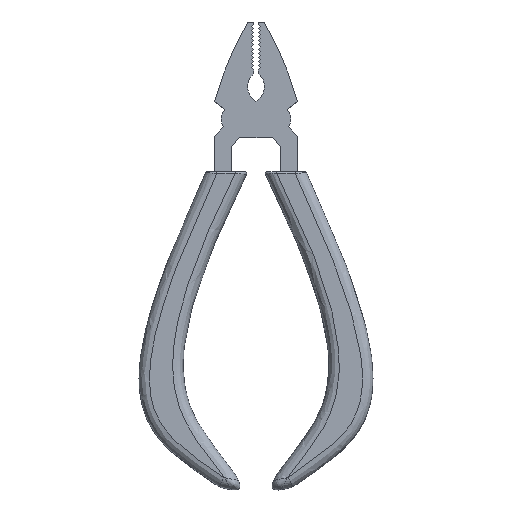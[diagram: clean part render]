
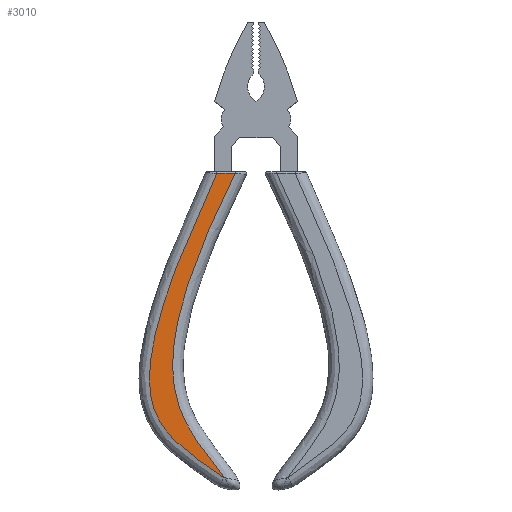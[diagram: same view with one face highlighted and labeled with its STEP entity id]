
A CAD part, top view. The second image highlights one B-rep face of the part: STEP entity #3010.
In plain terms, the highlighted planar face has unit normal (0, 0, 1).
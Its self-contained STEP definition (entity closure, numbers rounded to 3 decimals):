
#2839=CARTESIAN_POINT('',(0.,0.,7.5));
#2840=DIRECTION('',(0.,0.,1.));
#2841=DIRECTION('',(1.,0.,0.));
#2842=AXIS2_PLACEMENT_3D('',#2839,#2840,#2841);
#2843=PLANE('',#2842);
#2844=CARTESIAN_POINT('',(-9.953,-69.659,7.5));
#2845=VERTEX_POINT('',#2844);
#2846=CARTESIAN_POINT('',(-6.578,26.514,7.5));
#2847=VERTEX_POINT('',#2846);
#2848=CARTESIAN_POINT('',(-9.953,-69.659,7.5));
#2849=CARTESIAN_POINT('',(-10.261,-69.212,7.5));
#2850=CARTESIAN_POINT('',(-10.578,-68.77,7.5));
#2851=CARTESIAN_POINT('',(-10.901,-68.332,7.5));
#2852=CARTESIAN_POINT('',(-11.223,-67.893,7.5));
#2853=CARTESIAN_POINT('',(-11.551,-67.458,7.5));
#2854=CARTESIAN_POINT('',(-11.881,-67.024,7.5));
#2855=CARTESIAN_POINT('',(-12.542,-66.157,7.5));
#2856=CARTESIAN_POINT('',(-13.213,-65.296,7.5));
#2857=CARTESIAN_POINT('',(-13.884,-64.434,7.5));
#2858=CARTESIAN_POINT('',(-15.225,-62.712,7.5));
#2859=CARTESIAN_POINT('',(-16.566,-60.988,7.5));
#2860=CARTESIAN_POINT('',(-17.834,-59.224,7.5));
#2861=CARTESIAN_POINT('',(-19.102,-57.459,7.5));
#2862=CARTESIAN_POINT('',(-20.295,-55.652,7.5));
#2863=CARTESIAN_POINT('',(-21.349,-53.768,7.5));
#2864=CARTESIAN_POINT('',(-22.403,-51.885,7.5));
#2865=CARTESIAN_POINT('',(-23.32,-49.924,7.5));
#2866=CARTESIAN_POINT('',(-24.063,-47.866,7.5));
#2867=CARTESIAN_POINT('',(-24.435,-46.837,7.5));
#2868=CARTESIAN_POINT('',(-24.764,-45.779,7.5));
#2869=CARTESIAN_POINT('',(-25.043,-44.72,7.5));
#2870=CARTESIAN_POINT('',(-25.321,-43.661,7.5));
#2871=CARTESIAN_POINT('',(-25.551,-42.597,7.5));
#2872=CARTESIAN_POINT('',(-25.736,-41.527,7.5));
#2873=CARTESIAN_POINT('',(-26.106,-39.388,7.5));
#2874=CARTESIAN_POINT('',(-26.296,-37.229,7.5));
#2875=CARTESIAN_POINT('',(-26.338,-35.053,7.5));
#2876=CARTESIAN_POINT('',(-26.36,-33.966,7.5));
#2877=CARTESIAN_POINT('',(-26.344,-32.874,7.5));
#2878=CARTESIAN_POINT('',(-26.296,-31.778,7.5));
#2879=CARTESIAN_POINT('',(-26.272,-31.23,7.5));
#2880=CARTESIAN_POINT('',(-26.239,-30.682,7.5));
#2881=CARTESIAN_POINT('',(-26.199,-30.136,7.5));
#2882=CARTESIAN_POINT('',(-26.159,-29.59,7.5));
#2883=CARTESIAN_POINT('',(-26.111,-29.046,7.5));
#2884=CARTESIAN_POINT('',(-26.057,-28.503,7.5));
#2885=CARTESIAN_POINT('',(-25.839,-26.332,7.5));
#2886=CARTESIAN_POINT('',(-25.511,-24.185,7.5));
#2887=CARTESIAN_POINT('',(-25.103,-22.056,7.5));
#2888=CARTESIAN_POINT('',(-24.694,-19.926,7.5));
#2889=CARTESIAN_POINT('',(-24.205,-17.815,7.5));
#2890=CARTESIAN_POINT('',(-23.654,-15.717,7.5));
#2891=CARTESIAN_POINT('',(-23.103,-13.619,7.5));
#2892=CARTESIAN_POINT('',(-22.49,-11.534,7.5));
#2893=CARTESIAN_POINT('',(-21.829,-9.461,7.5));
#2894=CARTESIAN_POINT('',(-21.167,-7.387,7.5));
#2895=CARTESIAN_POINT('',(-20.457,-5.321,7.5));
#2896=CARTESIAN_POINT('',(-19.712,-3.275,7.5));
#2897=CARTESIAN_POINT('',(-18.967,-1.229,7.5));
#2898=CARTESIAN_POINT('',(-18.186,0.801,7.5));
#2899=CARTESIAN_POINT('',(-17.377,2.817,7.5));
#2900=CARTESIAN_POINT('',(-15.758,6.85,7.5));
#2901=CARTESIAN_POINT('',(-14.027,10.831,7.5));
#2902=CARTESIAN_POINT('',(-12.218,14.777,7.5));
#2903=CARTESIAN_POINT('',(-10.409,18.722,7.5));
#2904=CARTESIAN_POINT('',(-8.522,22.631,7.5));
#2905=CARTESIAN_POINT('',(-6.578,26.514,7.5));
#2906=B_SPLINE_CURVE_WITH_KNOTS('',3,(#2848,#2849,#2850,#2851,#2852,#2853,#2854,#2855,#2856,#2857,#2858,#2859,#2860,#2861,#2862,#2863,#2864,#2865,#2866,#2867,#2868,#2869,#2870,#2871,#2872,#2873,
#2874,#2875,#2876,#2877,#2878,#2879,#2880,#2881,#2882,#2883,#2884,#2885,#2886,#2887,#2888,#2889,#2890,#2891,#2892,#2893,#2894,#2895,#2896,#2897,#2898,
#2899,#2900,#2901,#2902,#2903,#2904,#2905),.UNSPECIFIED.,.F.,.F.,(4,3,3,3,3,3,3,3,3,3,3,3,3,3,3,3,3,3,3,4),(0.078,0.08,0.081,0.085,0.091,0.098,0.105,0.108,0.111,0.118,0.121,0.123,0.125,0.131,0.138,0.144,0.151,0.158,0.171,0.184),.UNSPECIFIED.);
#2907=EDGE_CURVE('',#2845,#2847,#2906,.T.);
#2908=ORIENTED_EDGE('',*,*,#2907,.T.);
#2909=CARTESIAN_POINT('',(-12.379,26.514,7.5));
#2910=VERTEX_POINT('',#2909);
#2911=CARTESIAN_POINT('',(-6.578,26.514,7.5));
#2912=DIRECTION('',(-1.,0.,0.));
#2913=VECTOR('',#2912,5.801);
#2914=LINE('',#2911,#2913);
#2915=EDGE_CURVE('',#2847,#2910,#2914,.T.);
#2916=ORIENTED_EDGE('',*,*,#2915,.T.);
#2917=CARTESIAN_POINT('',(-10.222,-69.581,7.5));
#2918=VERTEX_POINT('',#2917);
#2919=CARTESIAN_POINT('',(-12.379,26.514,7.5));
#2920=CARTESIAN_POINT('',(-12.862,25.48,7.5));
#2921=CARTESIAN_POINT('',(-13.346,24.447,7.5));
#2922=CARTESIAN_POINT('',(-13.825,23.412,7.5));
#2923=CARTESIAN_POINT('',(-14.305,22.377,7.5));
#2924=CARTESIAN_POINT('',(-14.782,21.34,7.5));
#2925=CARTESIAN_POINT('',(-15.256,20.303,7.5));
#2926=CARTESIAN_POINT('',(-16.203,18.227,7.5));
#2927=CARTESIAN_POINT('',(-17.139,16.146,7.5));
#2928=CARTESIAN_POINT('',(-18.06,14.058,7.5));
#2929=CARTESIAN_POINT('',(-18.981,11.97,7.5));
#2930=CARTESIAN_POINT('',(-19.887,9.874,7.5));
#2931=CARTESIAN_POINT('',(-20.775,7.772,7.5));
#2932=CARTESIAN_POINT('',(-21.663,5.67,7.5));
#2933=CARTESIAN_POINT('',(-22.533,3.562,7.5));
#2934=CARTESIAN_POINT('',(-23.379,1.447,7.5));
#2935=CARTESIAN_POINT('',(-24.225,-0.669,7.5));
#2936=CARTESIAN_POINT('',(-25.047,-2.792,7.5));
#2937=CARTESIAN_POINT('',(-25.841,-4.924,7.5));
#2938=CARTESIAN_POINT('',(-26.634,-7.056,7.5));
#2939=CARTESIAN_POINT('',(-27.398,-9.198,7.5));
#2940=CARTESIAN_POINT('',(-28.123,-11.353,7.5));
#2941=CARTESIAN_POINT('',(-28.848,-13.507,7.5));
#2942=CARTESIAN_POINT('',(-29.535,-15.674,7.5));
#2943=CARTESIAN_POINT('',(-30.17,-17.857,7.5));
#2944=CARTESIAN_POINT('',(-30.805,-20.04,7.5));
#2945=CARTESIAN_POINT('',(-31.388,-22.24,7.5));
#2946=CARTESIAN_POINT('',(-31.896,-24.464,7.5));
#2947=CARTESIAN_POINT('',(-32.404,-26.689,7.5));
#2948=CARTESIAN_POINT('',(-32.838,-28.936,7.5));
#2949=CARTESIAN_POINT('',(-33.157,-31.221,7.5));
#2950=CARTESIAN_POINT('',(-33.316,-32.364,7.5));
#2951=CARTESIAN_POINT('',(-33.445,-33.507,7.5));
#2952=CARTESIAN_POINT('',(-33.536,-34.65,7.5));
#2953=CARTESIAN_POINT('',(-33.627,-35.793,7.5));
#2954=CARTESIAN_POINT('',(-33.68,-36.936,7.5));
#2955=CARTESIAN_POINT('',(-33.686,-38.08,7.5));
#2956=CARTESIAN_POINT('',(-33.692,-39.224,7.5));
#2957=CARTESIAN_POINT('',(-33.651,-40.369,7.5));
#2958=CARTESIAN_POINT('',(-33.549,-41.514,7.5));
#2959=CARTESIAN_POINT('',(-33.498,-42.086,7.5));
#2960=CARTESIAN_POINT('',(-33.431,-42.659,7.5));
#2961=CARTESIAN_POINT('',(-33.348,-43.232,7.5));
#2962=CARTESIAN_POINT('',(-33.264,-43.805,7.5));
#2963=CARTESIAN_POINT('',(-33.163,-44.377,7.5));
#2964=CARTESIAN_POINT('',(-33.044,-44.945,7.5));
#2965=CARTESIAN_POINT('',(-32.924,-45.513,7.5));
#2966=CARTESIAN_POINT('',(-32.786,-46.076,7.5));
#2967=CARTESIAN_POINT('',(-32.63,-46.631,7.5));
#2968=CARTESIAN_POINT('',(-32.473,-47.186,7.5));
#2969=CARTESIAN_POINT('',(-32.297,-47.732,7.5));
#2970=CARTESIAN_POINT('',(-32.102,-48.27,7.5));
#2971=CARTESIAN_POINT('',(-31.712,-49.347,7.5));
#2972=CARTESIAN_POINT('',(-31.243,-50.391,7.5));
#2973=CARTESIAN_POINT('',(-30.694,-51.402,7.5));
#2974=CARTESIAN_POINT('',(-30.146,-52.412,7.5));
#2975=CARTESIAN_POINT('',(-29.513,-53.394,7.5));
#2976=CARTESIAN_POINT('',(-28.826,-54.318,7.5));
#2977=CARTESIAN_POINT('',(-28.139,-55.243,7.5));
#2978=CARTESIAN_POINT('',(-27.397,-56.117,7.5));
#2979=CARTESIAN_POINT('',(-26.612,-56.954,7.5));
#2980=CARTESIAN_POINT('',(-25.826,-57.79,7.5));
#2981=CARTESIAN_POINT('',(-24.999,-58.588,7.5));
#2982=CARTESIAN_POINT('',(-24.14,-59.358,7.5));
#2983=CARTESIAN_POINT('',(-23.71,-59.743,7.5));
#2984=CARTESIAN_POINT('',(-23.273,-60.121,7.5));
#2985=CARTESIAN_POINT('',(-22.831,-60.492,7.5));
#2986=CARTESIAN_POINT('',(-22.389,-60.863,7.5));
#2987=CARTESIAN_POINT('',(-21.941,-61.227,7.5));
#2988=CARTESIAN_POINT('',(-21.49,-61.586,7.5));
#2989=CARTESIAN_POINT('',(-20.588,-62.302,7.5));
#2990=CARTESIAN_POINT('',(-19.669,-62.996,7.5));
#2991=CARTESIAN_POINT('',(-18.74,-63.676,7.5));
#2992=CARTESIAN_POINT('',(-17.811,-64.357,7.5));
#2993=CARTESIAN_POINT('',(-16.872,-65.023,7.5));
#2994=CARTESIAN_POINT('',(-15.928,-65.682,7.5));
#2995=CARTESIAN_POINT('',(-14.039,-66.999,7.5));
#2996=CARTESIAN_POINT('',(-12.128,-68.287,7.5));
#2997=CARTESIAN_POINT('',(-10.222,-69.581,7.5));
#2998=B_SPLINE_CURVE_WITH_KNOTS('',3,(#2919,#2920,#2921,#2922,#2923,#2924,#2925,#2926,#2927,#2928,#2929,#2930,#2931,#2932,#2933,#2934,#2935,#2936,#2937,#2938,#2939,#2940,#2941,#2942,#2943,#2944,
#2945,#2946,#2947,#2948,#2949,#2950,#2951,#2952,#2953,#2954,#2955,#2956,#2957,#2958,#2959,#2960,#2961,#2962,#2963,#2964,#2965,#2966,#2967,#2968,#2969,
#2970,#2971,#2972,#2973,#2974,#2975,#2976,#2977,#2978,#2979,#2980,#2981,#2982,#2983,#2984,#2985,#2986,#2987,#2988,#2989,#2990,#2991,#2992,#2993,#2994,
#2995,#2996,#2997),.UNSPECIFIED.,.F.,.F.,(4,3,3,3,3,3,3,3,3,3,3,3,3,3,3,3,3,3,3,3,3,3,3,3,3,3,
4),(0.018,0.021,0.025,0.031,0.038,0.045,0.052,0.059,0.066,0.073,0.08,0.083,0.087,0.09,0.092,0.094,0.095,0.097,0.101,0.104,0.107,0.111,0.113,0.114,0.118,0.121,
0.128),.UNSPECIFIED.);
#2999=EDGE_CURVE('',#2910,#2918,#2998,.T.);
#3000=ORIENTED_EDGE('',*,*,#2999,.T.);
#3001=CARTESIAN_POINT('',(-10.222,-69.581,7.5));
#3002=CARTESIAN_POINT('',(-10.133,-69.607,7.5));
#3003=CARTESIAN_POINT('',(-10.043,-69.634,7.5));
#3004=CARTESIAN_POINT('',(-9.953,-69.659,7.5));
#3005=B_SPLINE_CURVE_WITH_KNOTS('',3,(#3001,#3002,#3003,#3004),.UNSPECIFIED.,.F.,.F.,(4,4),(0.016,0.016),.UNSPECIFIED.);
#3006=EDGE_CURVE('',#2918,#2845,#3005,.T.);
#3007=ORIENTED_EDGE('',*,*,#3006,.T.);
#3008=EDGE_LOOP('',(#2908,#2916,#3000,#3007));
#3009=FACE_BOUND('',#3008,.T.);
#3010=ADVANCED_FACE('',(#3009),#2843,.T.);
